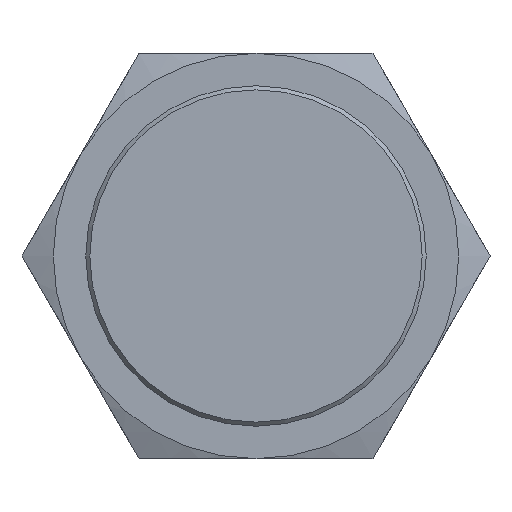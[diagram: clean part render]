
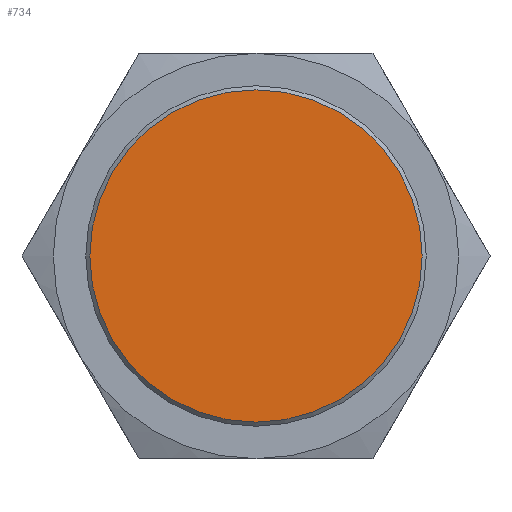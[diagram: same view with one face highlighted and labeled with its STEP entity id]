
A CAD part, front view. The second image highlights one B-rep face of the part: STEP entity #734.
In plain terms, the highlighted planar face has unit normal (0, -1, 0).
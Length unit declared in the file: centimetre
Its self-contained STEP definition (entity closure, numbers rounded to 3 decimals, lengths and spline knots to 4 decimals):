
#159=FACE_OUTER_BOUND('',#211,.T.);
#211=EDGE_LOOP('',(#475));
#283=CIRCLE('',#789,2.05);
#313=VERTEX_POINT('',#1074);
#379=EDGE_CURVE('',#313,#313,#283,.T.);
#475=ORIENTED_EDGE('',*,*,#379,.F.);
#667=PLANE('',#788);
#734=ADVANCED_FACE('',(#159),#667,.F.);
#788=AXIS2_PLACEMENT_3D('',#1073,#872,#873);
#789=AXIS2_PLACEMENT_3D('',#1075,#874,#875);
#872=DIRECTION('center_axis',(0.,1.,0.));
#873=DIRECTION('ref_axis',(0.,0.,1.));
#874=DIRECTION('center_axis',(0.,1.,0.));
#875=DIRECTION('ref_axis',(1.,0.,0.));
#1073=CARTESIAN_POINT('Origin',(1.6166,0.28,1.4));
#1074=CARTESIAN_POINT('',(-0.4334,0.28,1.4));
#1075=CARTESIAN_POINT('Origin',(1.6166,0.28,1.4));
